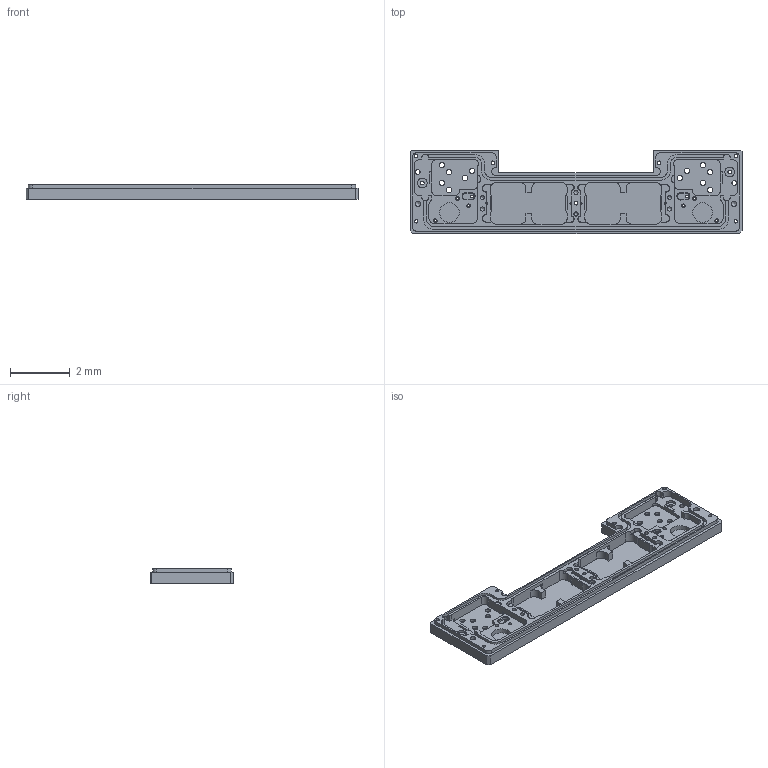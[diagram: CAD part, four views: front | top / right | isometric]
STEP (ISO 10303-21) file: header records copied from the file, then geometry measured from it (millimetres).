
FILE_DESCRIPTION(('produced by SPATIAL CORP'),'2;1');
FILE_NAME('part12.hh.sat.stp', '2002-04-19T09:54:10+00:00',('SPATIAL CORP'),('SPATIAL CORP'), 'ACIS STEP Husk','http://www.spatial.com','SPATIAL CORP');
FILE_SCHEMA(('CONFIG_CONTROL_DESIGN'));
Length unit declared in the file: millimetre
Products named in the file (1): PRODUCT_ID_1
Bounding box: 11.15 x 2.8 x 0.5 mm (x, y, z)
Volume: 7.7 mm3; surface area: 91.7 mm2
Topology: 1 solids, 1 shells, 448 faces, 1316 edges, 878 vertices
Faces by surface type: plane 220, cylinder 189, cone 39
Full cylindrical faces by diameter (mm): 0.095 x2, 0.109 x2, 0.115 x11, 0.125 x4, 0.138 x6, 0.166 x2, 0.178 x10, 0.188 x2, 0.261 x2, 0.328 x2, 0.66 x2
Entity records: 13959 total; most frequent: CARTESIAN_POINT 2451, ORIENTED_EDGE 2366, DIRECTION 2312, EDGE_CURVE 1183, VERTEX_POINT 839, AXIS2_PLACEMENT_3D 794, VECTOR 724, LINE 724
